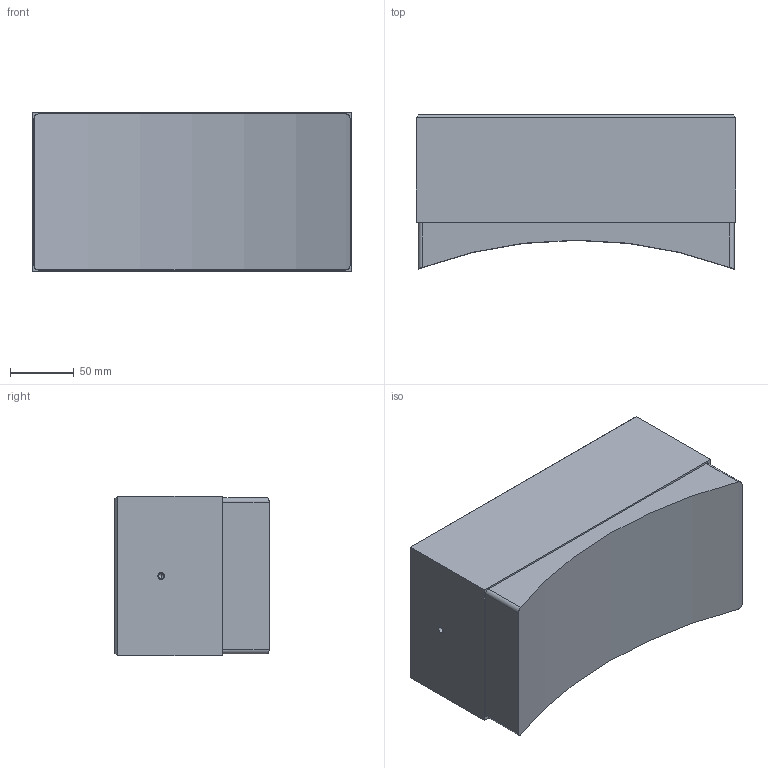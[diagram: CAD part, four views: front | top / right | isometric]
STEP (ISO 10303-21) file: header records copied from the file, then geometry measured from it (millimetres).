
FILE_DESCRIPTION (( 'STEP AP214' ), '1' );
FILE_NAME ('S32125LXXX.2.STEP', '2023-04-04T19:01:02', ( '' ), ( '' ), 'SwSTEP 2.0', 'SolidWorks 2022', '' );
FILE_SCHEMA (( 'AUTOMOTIVE_DESIGN' ));
Length unit declared in the file: millimetre
Products named in the file (1): S32125LXXX.2
Bounding box: 250 x 120.44 x 125 mm (x, y, z)
Volume: 3165808 mm3; surface area: 253280.2 mm2
Topology: 2 solids, 2 shells, 377 faces, 915 edges, 559 vertices
Faces by surface type: cylinder 298, plane 65, cone 14
Entity records: 10847 total; most frequent: CARTESIAN_POINT 2653, ORIENTED_EDGE 1806, DIRECTION 1575, EDGE_CURVE 903, VERTEX_POINT 559, AXIS2_PLACEMENT_3D 529, LINE 517, VECTOR 517
